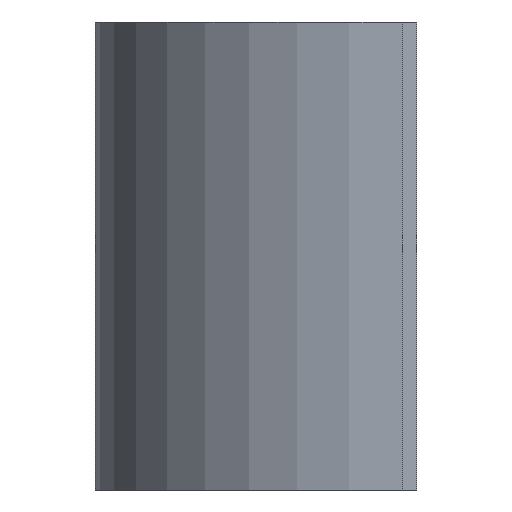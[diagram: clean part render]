
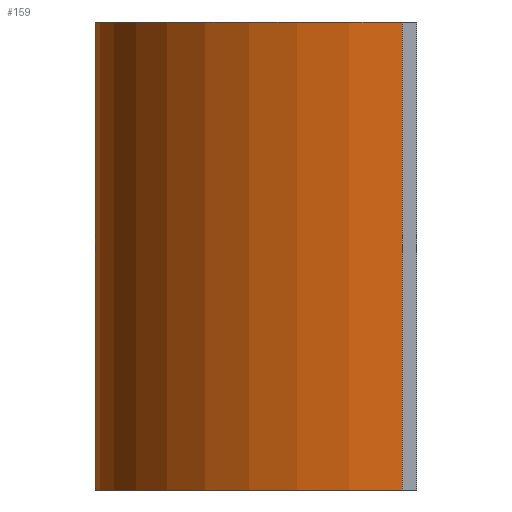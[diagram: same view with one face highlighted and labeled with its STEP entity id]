
A CAD part, left-side view. The second image highlights one B-rep face of the part: STEP entity #159.
In plain terms, the highlighted cylindrical face has radius 5.25 mm (diameter 10.5 mm), a partial arc.
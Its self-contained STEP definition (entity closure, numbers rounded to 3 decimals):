
#23=FACE_OUTER_BOUND('',#32,.T.);
#32=EDGE_LOOP('',(#116,#117,#118,#119));
#41=LINE('',#242,#60);
#42=LINE('',#245,#61);
#60=VECTOR('',#199,10.);
#61=VECTOR('',#202,10.);
#79=CIRCLE('',#183,5.25);
#80=CIRCLE('',#184,5.25);
#81=VERTEX_POINT('',#238);
#82=VERTEX_POINT('',#239);
#83=VERTEX_POINT('',#241);
#84=VERTEX_POINT('',#243);
#95=EDGE_CURVE('',#81,#82,#79,.T.);
#96=EDGE_CURVE('',#82,#83,#41,.T.);
#97=EDGE_CURVE('',#83,#84,#80,.T.);
#98=EDGE_CURVE('',#84,#81,#42,.T.);
#116=ORIENTED_EDGE('',*,*,#95,.T.);
#117=ORIENTED_EDGE('',*,*,#96,.T.);
#118=ORIENTED_EDGE('',*,*,#97,.T.);
#119=ORIENTED_EDGE('',*,*,#98,.T.);
#158=CYLINDRICAL_SURFACE('',#182,5.25);
#159=ADVANCED_FACE('',(#23),#158,.T.);
#182=AXIS2_PLACEMENT_3D('',#237,#195,#196);
#183=AXIS2_PLACEMENT_3D('',#240,#197,#198);
#184=AXIS2_PLACEMENT_3D('',#244,#200,#201);
#195=DIRECTION('center_axis',(0.,0.,-1.));
#196=DIRECTION('ref_axis',(-0.707,0.707,0.));
#197=DIRECTION('center_axis',(0.,0.,1.));
#198=DIRECTION('ref_axis',(-0.707,0.707,0.));
#199=DIRECTION('',(0.,0.,1.));
#200=DIRECTION('center_axis',(0.,0.,-1.));
#201=DIRECTION('ref_axis',(-0.707,0.707,0.));
#202=DIRECTION('',(0.,0.,-1.));
#237=CARTESIAN_POINT('Origin',(-49.75,107.25,-17.));
#238=CARTESIAN_POINT('',(-49.75,112.5,-19.));
#239=CARTESIAN_POINT('',(-55.,107.25,-19.));
#240=CARTESIAN_POINT('Origin',(-49.75,107.25,-19.));
#241=CARTESIAN_POINT('',(-55.,107.25,-11.));
#242=CARTESIAN_POINT('',(-55.,107.25,-17.));
#243=CARTESIAN_POINT('',(-49.75,112.5,-11.));
#244=CARTESIAN_POINT('Origin',(-49.75,107.25,-11.));
#245=CARTESIAN_POINT('',(-49.75,112.5,-17.));
